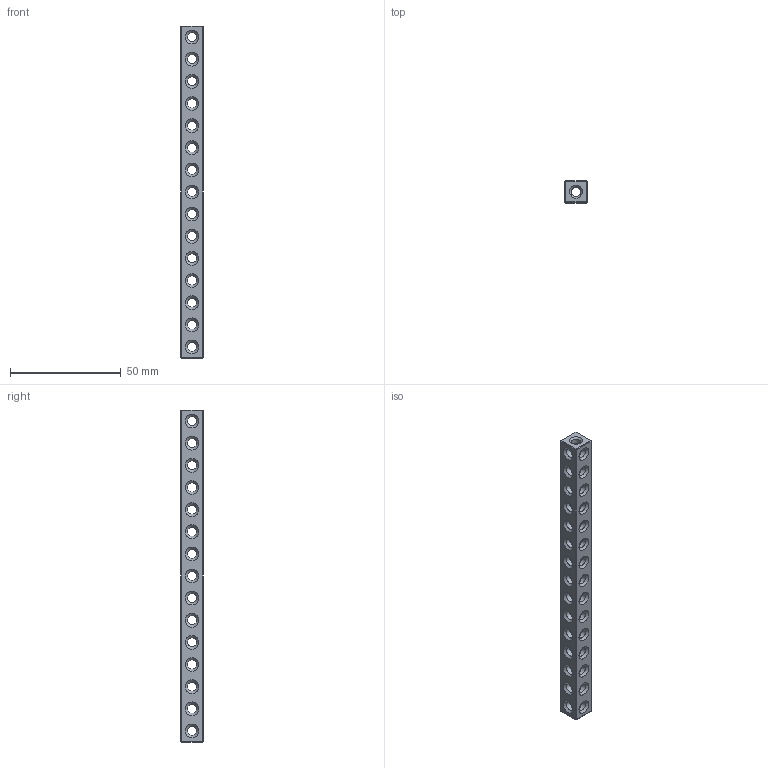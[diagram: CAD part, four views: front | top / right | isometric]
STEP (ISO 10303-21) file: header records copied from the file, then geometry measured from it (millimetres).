
FILE_DESCRIPTION(('FreeCAD Model'),'2;1');
FILE_NAME('Open CASCADE Shape Model','2024-10-01T21:25:43',('Author'),( ''),'Open CASCADE STEP processor 7.7','Ondsel','Unknown');
FILE_SCHEMA(('AUTOMOTIVE_DESIGN { 1 0 10303 214 1 1 1 1 }'));
Length unit declared in the file: millimetre
Products named in the file (1): Body
Bounding box: 10 x 10 x 150 mm (x, y, z)
Volume: 9814.9 mm3; surface area: 8477.2 mm2
Topology: 1 solids, 1 shells, 164 faces, 610 edges, 388 vertices
Faces by surface type: cylinder 76, cone 62, plane 26
Full cylindrical faces by diameter (mm): 4.2 x76
Entity records: 6936 total; most frequent: DIRECTION 1364, ORIENTED_EDGE 1220, CARTESIAN_POINT 1163, EDGE_CURVE 610, AXIS2_PLACEMENT_3D 589, VERTEX_POINT 388, ELLIPSE 300, FACE_BOUND 226
